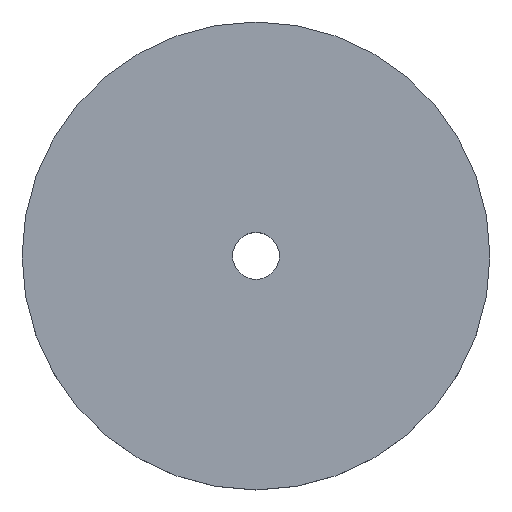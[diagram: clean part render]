
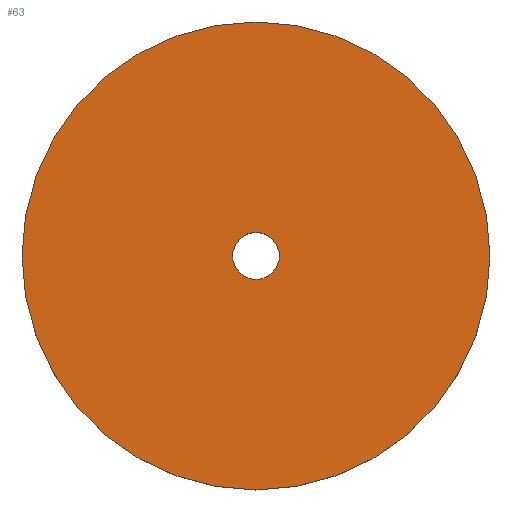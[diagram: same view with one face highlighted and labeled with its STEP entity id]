
A CAD part, top view. The second image highlights one B-rep face of the part: STEP entity #63.
In plain terms, the highlighted planar face has unit normal (0, 0, 1).
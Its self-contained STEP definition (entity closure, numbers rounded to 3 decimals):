
#7 = ORIENTED_EDGE ( 'NONE', *, *, #231, .F. ) ;
#16 = CARTESIAN_POINT ( 'NONE',  ( -100., 0., 20. ) ) ;
#21 = CARTESIAN_POINT ( 'NONE',  ( 0., 0., 20. ) ) ;
#23 = DIRECTION ( 'NONE',  ( 1., 0., 0. ) ) ;
#24 = AXIS2_PLACEMENT_3D ( 'NONE', #119, #37, #204 ) ;
#26 = AXIS2_PLACEMENT_3D ( 'NONE', #103, #100, #180 ) ;
#28 = VERTEX_POINT ( 'NONE', #177 ) ;
#32 = FACE_OUTER_BOUND ( 'NONE', #215, .T. ) ;
#37 = DIRECTION ( 'NONE',  ( 0., 0., 1. ) ) ;
#54 = CARTESIAN_POINT ( 'NONE',  ( 100., 0., 20. ) ) ;
#63 = ADVANCED_FACE ( 'NONE', ( #32, #64 ), #93, .T. ) ;
#64 = FACE_BOUND ( 'NONE', #176, .T. ) ;
#82 = ORIENTED_EDGE ( 'NONE', *, *, #246, .T. ) ;
#85 = DIRECTION ( 'NONE',  ( 1., 0., 0. ) ) ;
#93 = PLANE ( 'NONE',  #184 ) ;
#94 = ORIENTED_EDGE ( 'NONE', *, *, #149, .T. ) ;
#95 = DIRECTION ( 'NONE',  ( 0., 0., 1. ) ) ;
#96 = VERTEX_POINT ( 'NONE', #16 ) ;
#100 = DIRECTION ( 'NONE',  ( 0., 0., 1. ) ) ;
#101 = DIRECTION ( 'NONE',  ( 0., 0., 1. ) ) ;
#103 = CARTESIAN_POINT ( 'NONE',  ( 0., 0., 20. ) ) ;
#106 = DIRECTION ( 'NONE',  ( 0., 0., 1. ) ) ;
#111 = CARTESIAN_POINT ( 'NONE',  ( 0., 0., 20. ) ) ;
#119 = CARTESIAN_POINT ( 'NONE',  ( 0., 0., 20. ) ) ;
#121 = AXIS2_PLACEMENT_3D ( 'NONE', #160, #101, #85 ) ;
#129 = ORIENTED_EDGE ( 'NONE', *, *, #182, .F. ) ;
#135 = CARTESIAN_POINT ( 'NONE',  ( 10., 0., 20. ) ) ;
#144 = VERTEX_POINT ( 'NONE', #54 ) ;
#148 = CIRCLE ( 'NONE', #26, 10. ) ;
#149 = EDGE_CURVE ( 'NONE', #96, #144, #168, .T. ) ;
#160 = CARTESIAN_POINT ( 'NONE',  ( 0., 0., 20. ) ) ;
#166 = CIRCLE ( 'NONE', #209, 100. ) ;
#168 = CIRCLE ( 'NONE', #24, 100. ) ;
#176 = EDGE_LOOP ( 'NONE', ( #7, #129 ) ) ;
#177 = CARTESIAN_POINT ( 'NONE',  ( -10., 0., 20. ) ) ;
#180 = DIRECTION ( 'NONE',  ( 1., 0., 0. ) ) ;
#182 = EDGE_CURVE ( 'NONE', #193, #28, #148, .T. ) ;
#184 = AXIS2_PLACEMENT_3D ( 'NONE', #111, #95, #241 ) ;
#193 = VERTEX_POINT ( 'NONE', #135 ) ;
#194 = CIRCLE ( 'NONE', #121, 10. ) ;
#204 = DIRECTION ( 'NONE',  ( 1., 0., 0. ) ) ;
#209 = AXIS2_PLACEMENT_3D ( 'NONE', #21, #106, #23 ) ;
#215 = EDGE_LOOP ( 'NONE', ( #94, #82 ) ) ;
#231 = EDGE_CURVE ( 'NONE', #28, #193, #194, .T. ) ;
#241 = DIRECTION ( 'NONE',  ( 1., 0., 0. ) ) ;
#246 = EDGE_CURVE ( 'NONE', #144, #96, #166, .T. ) ;
